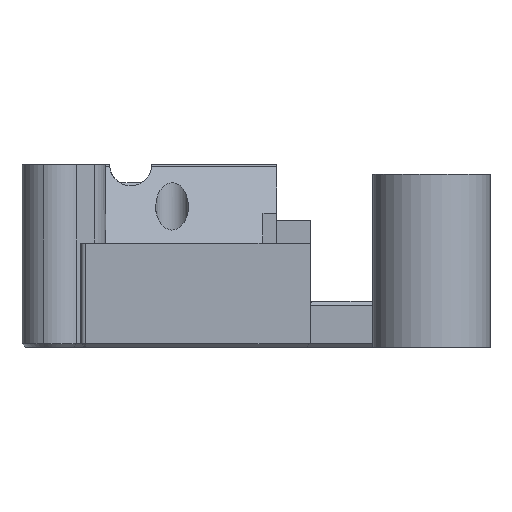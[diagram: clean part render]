
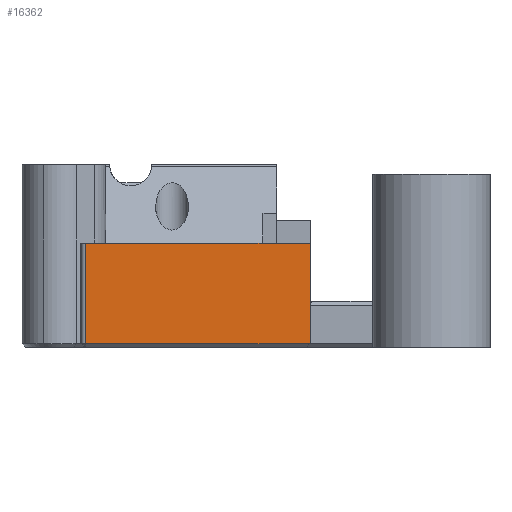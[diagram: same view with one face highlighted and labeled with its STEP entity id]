
A CAD part, front view. The second image highlights one B-rep face of the part: STEP entity #16362.
In plain terms, the highlighted planar face has unit normal (0, -1, 0).
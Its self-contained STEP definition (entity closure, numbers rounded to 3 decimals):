
#1641=FACE_OUTER_BOUND('',#2608,.T.);
#2608=EDGE_LOOP('',(#13756,#13757,#13758,#13759));
#3945=LINE('',#27081,#5370);
#4005=LINE('',#27258,#5430);
#4006=LINE('',#27262,#5431);
#4007=LINE('',#27263,#5432);
#5370=VECTOR('',#21050,10.);
#5430=VECTOR('',#21228,10.);
#5431=VECTOR('',#21233,10.);
#5432=VECTOR('',#21234,10.);
#7481=VERTEX_POINT('',#27070);
#7484=VERTEX_POINT('',#27080);
#7534=VERTEX_POINT('',#27257);
#7535=VERTEX_POINT('',#27261);
#9597=EDGE_CURVE('',#7481,#7484,#3945,.T.);
#9682=EDGE_CURVE('',#7484,#7534,#4005,.T.);
#9684=EDGE_CURVE('',#7481,#7535,#4006,.T.);
#9685=EDGE_CURVE('',#7534,#7535,#4007,.T.);
#13756=ORIENTED_EDGE('',*,*,#9597,.F.);
#13757=ORIENTED_EDGE('',*,*,#9684,.T.);
#13758=ORIENTED_EDGE('',*,*,#9685,.F.);
#13759=ORIENTED_EDGE('',*,*,#9682,.F.);
#15641=PLANE('',#17735);
#16362=ADVANCED_FACE('',(#1641),#15641,.T.);
#17735=AXIS2_PLACEMENT_3D('',#27260,#21231,#21232);
#21050=DIRECTION('',(-1.,0.,0.));
#21228=DIRECTION('',(0.,0.,1.));
#21231=DIRECTION('center_axis',(0.,-1.,0.));
#21232=DIRECTION('ref_axis',(0.,0.,-1.));
#21233=DIRECTION('',(0.,0.,1.));
#21234=DIRECTION('',(1.,0.,0.));
#27070=CARTESIAN_POINT('',(18.65,-76.,-4.605));
#27080=CARTESIAN_POINT('',(-4.686,-76.,-4.605));
#27081=CARTESIAN_POINT('',(0.,-76.,-4.605));
#27257=CARTESIAN_POINT('',(-4.686,-76.,5.825));
#27258=CARTESIAN_POINT('',(-4.686,-76.,16.495));
#27260=CARTESIAN_POINT('Origin',(0.,-76.,18.995));
#27261=CARTESIAN_POINT('',(18.65,-76.,5.825));
#27262=CARTESIAN_POINT('',(18.65,-76.,4.904));
#27263=CARTESIAN_POINT('',(13.95,-76.,5.825));
